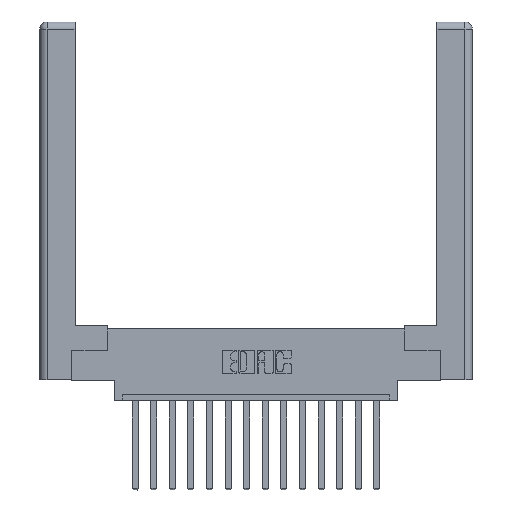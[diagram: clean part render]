
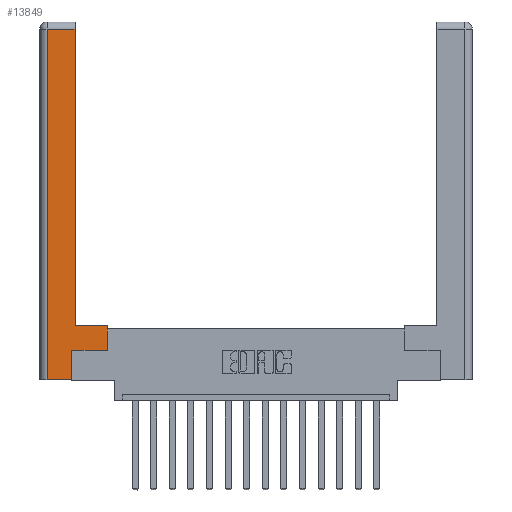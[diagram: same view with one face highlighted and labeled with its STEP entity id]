
A CAD part, top view. The second image highlights one B-rep face of the part: STEP entity #13849.
In plain terms, the highlighted planar face has unit normal (0, 0, 1).
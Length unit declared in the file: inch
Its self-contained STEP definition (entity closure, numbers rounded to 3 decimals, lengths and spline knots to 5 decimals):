
#2 = LINE ( 'NONE', #350, #1824 ) ;
#350 = CARTESIAN_POINT ( 'NONE',  ( 0.265, 0.245, 0. ) ) ;
#769 = CARTESIAN_POINT ( 'NONE',  ( 0.265, 0.245, 0. ) ) ;
#803 = CARTESIAN_POINT ( 'NONE',  ( 0.0615, 0., 0. ) ) ;
#974 = DIRECTION ( 'NONE',  ( 0., 1., 0. ) ) ;
#1183 = ORIENTED_EDGE ( 'NONE', *, *, #2476, .T. ) ;
#1329 = DIRECTION ( 'NONE',  ( 1., 0., 0. ) ) ;
#1543 = VECTOR ( 'NONE', #12148, 39.37008 ) ;
#1556 = VERTEX_POINT ( 'NONE', #769 ) ;
#1824 = VECTOR ( 'NONE', #15712, 39.37008 ) ;
#2058 = VERTEX_POINT ( 'NONE', #12341 ) ;
#2476 = EDGE_CURVE ( 'NONE', #5138, #3016, #12333, .T. ) ;
#3002 = EDGE_LOOP ( 'NONE', ( #1183, #12708, #16046, #12484, #10312, #11331, #7627, #6081 ) ) ;
#3016 = VERTEX_POINT ( 'NONE', #16548 ) ;
#3554 = VECTOR ( 'NONE', #10664, 39.37008 ) ;
#3763 = CARTESIAN_POINT ( 'NONE',  ( 0., 0., 0. ) ) ;
#3939 = EDGE_CURVE ( 'NONE', #7250, #2058, #12283, .T. ) ;
#4070 = VECTOR ( 'NONE', #13492, 39.37008 ) ;
#4656 = EDGE_CURVE ( 'NONE', #14381, #8284, #7280, .T. ) ;
#4950 = CARTESIAN_POINT ( 'NONE',  ( 0.295, 0.45, 0. ) ) ;
#5073 = DIRECTION ( 'NONE',  ( -1., 0., 0. ) ) ;
#5138 = VERTEX_POINT ( 'NONE', #4950 ) ;
#5881 = VECTOR ( 'NONE', #1329, 39.37008 ) ;
#6021 = CARTESIAN_POINT ( 'NONE',  ( 0.0615, 2.94, 0. ) ) ;
#6081 = ORIENTED_EDGE ( 'NONE', *, *, #7032, .T. ) ;
#6207 = CARTESIAN_POINT ( 'NONE',  ( 0.565, 0.45, 0. ) ) ;
#6434 = LINE ( 'NONE', #10579, #8059 ) ;
#6804 = CARTESIAN_POINT ( 'NONE',  ( 0.565, 0.245, 0. ) ) ;
#7032 = EDGE_CURVE ( 'NONE', #2058, #5138, #13884, .T. ) ;
#7250 = VERTEX_POINT ( 'NONE', #6804 ) ;
#7280 = LINE ( 'NONE', #14127, #5881 ) ;
#7354 = EDGE_CURVE ( 'NONE', #8284, #1556, #2, .T. ) ;
#7516 = VERTEX_POINT ( 'NONE', #6021 ) ;
#7600 = DIRECTION ( 'NONE',  ( 0., 0., -1. ) ) ;
#7627 = ORIENTED_EDGE ( 'NONE', *, *, #3939, .T. ) ;
#7835 = CARTESIAN_POINT ( 'NONE',  ( 0.0615, 0., 0. ) ) ;
#8059 = VECTOR ( 'NONE', #15676, 39.37008 ) ;
#8284 = VERTEX_POINT ( 'NONE', #15866 ) ;
#8363 = CARTESIAN_POINT ( 'NONE',  ( 0.295, 0.45, 0. ) ) ;
#10312 = ORIENTED_EDGE ( 'NONE', *, *, #7354, .T. ) ;
#10579 = CARTESIAN_POINT ( 'NONE',  ( 0.565, 0.245, 0. ) ) ;
#10664 = DIRECTION ( 'NONE',  ( -1., 0., 0. ) ) ;
#10755 = FACE_OUTER_BOUND ( 'NONE', #3002, .T. ) ;
#11331 = ORIENTED_EDGE ( 'NONE', *, *, #11466, .T. ) ;
#11466 = EDGE_CURVE ( 'NONE', #1556, #7250, #6434, .T. ) ;
#11937 = VECTOR ( 'NONE', #974, 39.37008 ) ;
#12148 = DIRECTION ( 'NONE',  ( 0., -1., 0. ) ) ;
#12283 = LINE ( 'NONE', #6207, #15316 ) ;
#12333 = LINE ( 'NONE', #15240, #11937 ) ;
#12341 = CARTESIAN_POINT ( 'NONE',  ( 0.565, 0.45, 0. ) ) ;
#12484 = ORIENTED_EDGE ( 'NONE', *, *, #4656, .T. ) ;
#12708 = ORIENTED_EDGE ( 'NONE', *, *, #13341, .T. ) ;
#12955 = EDGE_CURVE ( 'NONE', #7516, #14381, #13591, .T. ) ;
#13062 = CARTESIAN_POINT ( 'NONE',  ( 0.0615, 2.94, 0. ) ) ;
#13072 = DIRECTION ( 'NONE',  ( 0., 1., 0. ) ) ;
#13341 = EDGE_CURVE ( 'NONE', #3016, #7516, #14763, .T. ) ;
#13476 = AXIS2_PLACEMENT_3D ( 'NONE', #3763, #7600, #5073 ) ;
#13492 = DIRECTION ( 'NONE',  ( -1., 0., 0. ) ) ;
#13591 = LINE ( 'NONE', #803, #1543 ) ;
#13845 = PLANE ( 'NONE',  #13476 ) ;
#13849 = ADVANCED_FACE ( 'NONE', ( #10755 ), #13845, .F. ) ;
#13884 = LINE ( 'NONE', #8363, #4070 ) ;
#14127 = CARTESIAN_POINT ( 'NONE',  ( 0.265, 0., 0. ) ) ;
#14381 = VERTEX_POINT ( 'NONE', #7835 ) ;
#14763 = LINE ( 'NONE', #13062, #3554 ) ;
#15240 = CARTESIAN_POINT ( 'NONE',  ( 0.295, 3., 0. ) ) ;
#15316 = VECTOR ( 'NONE', #13072, 39.37008 ) ;
#15676 = DIRECTION ( 'NONE',  ( 1., 0., 0. ) ) ;
#15712 = DIRECTION ( 'NONE',  ( 0., 1., 0. ) ) ;
#15866 = CARTESIAN_POINT ( 'NONE',  ( 0.265, 0., 0. ) ) ;
#16046 = ORIENTED_EDGE ( 'NONE', *, *, #12955, .T. ) ;
#16548 = CARTESIAN_POINT ( 'NONE',  ( 0.295, 2.94, 0. ) ) ;
